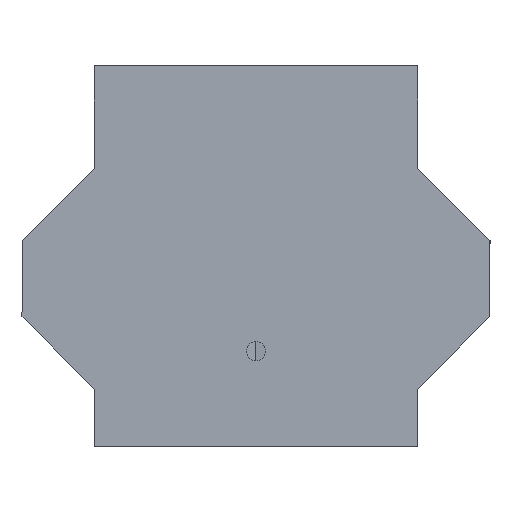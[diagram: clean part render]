
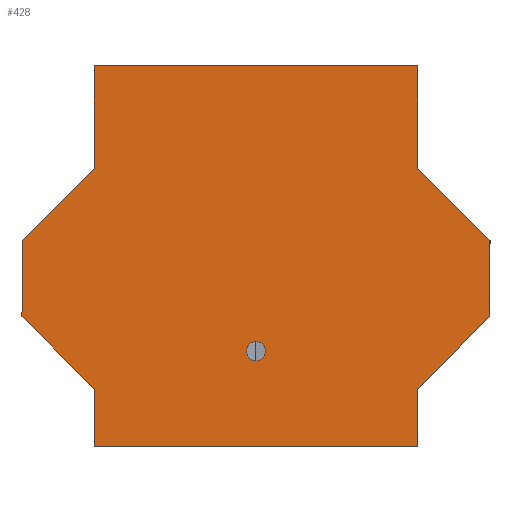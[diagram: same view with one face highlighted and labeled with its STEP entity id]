
A CAD part, left-side view. The second image highlights one B-rep face of the part: STEP entity #428.
In plain terms, the highlighted planar face has unit normal (-1, 0, 0).
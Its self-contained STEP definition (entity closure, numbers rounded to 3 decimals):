
#6 = CARTESIAN_POINT ( 'NONE',  ( 0., 10.4, 3.4 ) ) ;
#20 = ORIENTED_EDGE ( 'NONE', *, *, #1284, .T. ) ;
#25 = FACE_BOUND ( 'NONE', #546, .T. ) ;
#56 = CARTESIAN_POINT ( 'NONE',  ( 0., 0., 0. ) ) ;
#58 = CARTESIAN_POINT ( 'NONE',  ( 0., 8.5, 0. ) ) ;
#73 = LINE ( 'NONE', #597, #862 ) ;
#87 = VECTOR ( 'NONE', #906, 1000. ) ;
#95 = EDGE_CURVE ( 'NONE', #1113, #569, #885, .T. ) ;
#123 = CARTESIAN_POINT ( 'NONE',  ( 0., 8.5, 1.5 ) ) ;
#152 = VERTEX_POINT ( 'NONE', #56 ) ;
#197 = CARTESIAN_POINT ( 'NONE',  ( 0., 4.25, 2.75 ) ) ;
#215 = VECTOR ( 'NONE', #582, 1000. ) ;
#236 = ORIENTED_EDGE ( 'NONE', *, *, #1320, .F. ) ;
#249 = ORIENTED_EDGE ( 'NONE', *, *, #1437, .T. ) ;
#262 = LINE ( 'NONE', #523, #1211 ) ;
#279 = VECTOR ( 'NONE', #1410, 1000. ) ;
#297 = DIRECTION ( 'NONE',  ( 0., -0.707, -0.707 ) ) ;
#300 = DIRECTION ( 'NONE',  ( -1., 0., 0. ) ) ;
#311 = VERTEX_POINT ( 'NONE', #1094 ) ;
#314 = LINE ( 'NONE', #1095, #1401 ) ;
#342 = EDGE_CURVE ( 'NONE', #698, #1654, #1632, .T. ) ;
#370 = LINE ( 'NONE', #1250, #279 ) ;
#400 = DIRECTION ( 'NONE',  ( 0., 1., 0. ) ) ;
#402 = VERTEX_POINT ( 'NONE', #918 ) ;
#416 = EDGE_CURVE ( 'NONE', #1493, #692, #663, .T. ) ;
#426 = VERTEX_POINT ( 'NONE', #1537 ) ;
#428 = ADVANCED_FACE ( 'NONE', ( #25, #644 ), #1445, .F. ) ;
#434 = LINE ( 'NONE', #1449, #520 ) ;
#452 = EDGE_CURVE ( 'NONE', #647, #1540, #1313, .T. ) ;
#497 = ORIENTED_EDGE ( 'NONE', *, *, #452, .T. ) ;
#507 = ORIENTED_EDGE ( 'NONE', *, *, #825, .F. ) ;
#520 = VECTOR ( 'NONE', #297, 1000. ) ;
#523 = CARTESIAN_POINT ( 'NONE',  ( 0., 8.5, 10. ) ) ;
#528 = VERTEX_POINT ( 'NONE', #6 ) ;
#530 = CARTESIAN_POINT ( 'NONE',  ( 0., 0., 0. ) ) ;
#546 = EDGE_LOOP ( 'NONE', ( #507, #719 ) ) ;
#548 = DIRECTION ( 'NONE',  ( 0., -0.707, 0.707 ) ) ;
#569 = VERTEX_POINT ( 'NONE', #197 ) ;
#577 = CARTESIAN_POINT ( 'NONE',  ( 0., 10.4, 3.4 ) ) ;
#582 = DIRECTION ( 'NONE',  ( 0., 0., 1. ) ) ;
#597 = CARTESIAN_POINT ( 'NONE',  ( 0., 8.5, 7.3 ) ) ;
#604 = CARTESIAN_POINT ( 'NONE',  ( 0., 4.25, 2.5 ) ) ;
#608 = DIRECTION ( 'NONE',  ( 0., 0.707, -0.707 ) ) ;
#621 = ORIENTED_EDGE ( 'NONE', *, *, #919, .T. ) ;
#627 = CARTESIAN_POINT ( 'NONE',  ( 0., 8.5, 0. ) ) ;
#630 = CARTESIAN_POINT ( 'NONE',  ( 0., 8.5, 10. ) ) ;
#644 = FACE_OUTER_BOUND ( 'NONE', #779, .T. ) ;
#645 = CARTESIAN_POINT ( 'NONE',  ( 0., 0., 1.5 ) ) ;
#647 = VERTEX_POINT ( 'NONE', #645 ) ;
#656 = ORIENTED_EDGE ( 'NONE', *, *, #1497, .T. ) ;
#663 = LINE ( 'NONE', #1444, #1575 ) ;
#665 = VERTEX_POINT ( 'NONE', #123 ) ;
#679 = CARTESIAN_POINT ( 'NONE',  ( 0., 0., 1.5 ) ) ;
#686 = LINE ( 'NONE', #58, #971 ) ;
#692 = VERTEX_POINT ( 'NONE', #738 ) ;
#698 = VERTEX_POINT ( 'NONE', #1249 ) ;
#706 = ORIENTED_EDGE ( 'NONE', *, *, #342, .F. ) ;
#719 = ORIENTED_EDGE ( 'NONE', *, *, #95, .F. ) ;
#731 = AXIS2_PLACEMENT_3D ( 'NONE', #604, #737, #1513 ) ;
#737 = DIRECTION ( 'NONE',  ( -1., 0., 0. ) ) ;
#738 = CARTESIAN_POINT ( 'NONE',  ( 0., 0., 10. ) ) ;
#741 = LINE ( 'NONE', #577, #1601 ) ;
#753 = AXIS2_PLACEMENT_3D ( 'NONE', #1588, #300, #1221 ) ;
#779 = EDGE_LOOP ( 'NONE', ( #706, #656, #1516, #249, #814, #236, #20, #497, #1351, #621, #945, #1542 ) ) ;
#789 = CARTESIAN_POINT ( 'NONE',  ( 0., 4.25, 2.25 ) ) ;
#814 = ORIENTED_EDGE ( 'NONE', *, *, #816, .F. ) ;
#816 = EDGE_CURVE ( 'NONE', #311, #665, #314, .T. ) ;
#825 = EDGE_CURVE ( 'NONE', #569, #1113, #942, .T. ) ;
#840 = VECTOR ( 'NONE', #1213, 1000. ) ;
#862 = VECTOR ( 'NONE', #608, 1000. ) ;
#885 = CIRCLE ( 'NONE', #753, 0.25 ) ;
#901 = DIRECTION ( 'NONE',  ( 0., 0., 1. ) ) ;
#906 = DIRECTION ( 'NONE',  ( 0., 0., 1. ) ) ;
#918 = CARTESIAN_POINT ( 'NONE',  ( 0., -1.9, 5.4 ) ) ;
#919 = EDGE_CURVE ( 'NONE', #402, #1493, #370, .T. ) ;
#942 = CIRCLE ( 'NONE', #731, 0.25 ) ;
#945 = ORIENTED_EDGE ( 'NONE', *, *, #416, .T. ) ;
#946 = CARTESIAN_POINT ( 'NONE',  ( 0., -1.9, 3.4 ) ) ;
#970 = CARTESIAN_POINT ( 'NONE',  ( 0., 0., 7.3 ) ) ;
#971 = VECTOR ( 'NONE', #1072, 1000. ) ;
#1037 = CARTESIAN_POINT ( 'NONE',  ( 0., 8.5, 0. ) ) ;
#1070 = DIRECTION ( 'NONE',  ( 0., 0., 1. ) ) ;
#1072 = DIRECTION ( 'NONE',  ( 0., 1., 0. ) ) ;
#1094 = CARTESIAN_POINT ( 'NONE',  ( 0., 8.5, 0. ) ) ;
#1095 = CARTESIAN_POINT ( 'NONE',  ( 0., 8.5, 0. ) ) ;
#1113 = VERTEX_POINT ( 'NONE', #789 ) ;
#1174 = VECTOR ( 'NONE', #548, 1000. ) ;
#1211 = VECTOR ( 'NONE', #400, 1000. ) ;
#1213 = DIRECTION ( 'NONE',  ( 0., 0., 1. ) ) ;
#1221 = DIRECTION ( 'NONE',  ( 0., 0., 1. ) ) ;
#1249 = CARTESIAN_POINT ( 'NONE',  ( 0., 8.5, 7.3 ) ) ;
#1250 = CARTESIAN_POINT ( 'NONE',  ( 0., 0., 7.3 ) ) ;
#1284 = EDGE_CURVE ( 'NONE', #152, #647, #1290, .T. ) ;
#1290 = LINE ( 'NONE', #530, #87 ) ;
#1296 = DIRECTION ( 'NONE',  ( 1., 0., 0. ) ) ;
#1313 = LINE ( 'NONE', #679, #1174 ) ;
#1320 = EDGE_CURVE ( 'NONE', #152, #311, #686, .T. ) ;
#1334 = EDGE_CURVE ( 'NONE', #1540, #402, #1598, .T. ) ;
#1351 = ORIENTED_EDGE ( 'NONE', *, *, #1334, .T. ) ;
#1398 = AXIS2_PLACEMENT_3D ( 'NONE', #1037, #1296, #901 ) ;
#1401 = VECTOR ( 'NONE', #1070, 1000. ) ;
#1410 = DIRECTION ( 'NONE',  ( 0., 0.707, 0.707 ) ) ;
#1437 = EDGE_CURVE ( 'NONE', #528, #665, #434, .T. ) ;
#1444 = CARTESIAN_POINT ( 'NONE',  ( 0., 0., 0. ) ) ;
#1445 = PLANE ( 'NONE',  #1398 ) ;
#1449 = CARTESIAN_POINT ( 'NONE',  ( 0., 8.5, 1.5 ) ) ;
#1488 = EDGE_CURVE ( 'NONE', #426, #528, #741, .T. ) ;
#1493 = VERTEX_POINT ( 'NONE', #970 ) ;
#1497 = EDGE_CURVE ( 'NONE', #698, #426, #73, .T. ) ;
#1513 = DIRECTION ( 'NONE',  ( 0., 0., 1. ) ) ;
#1516 = ORIENTED_EDGE ( 'NONE', *, *, #1488, .T. ) ;
#1517 = CARTESIAN_POINT ( 'NONE',  ( 0., -1.9, 3.4 ) ) ;
#1537 = CARTESIAN_POINT ( 'NONE',  ( 0., 10.4, 5.4 ) ) ;
#1540 = VERTEX_POINT ( 'NONE', #1517 ) ;
#1542 = ORIENTED_EDGE ( 'NONE', *, *, #1589, .T. ) ;
#1575 = VECTOR ( 'NONE', #1641, 1000. ) ;
#1588 = CARTESIAN_POINT ( 'NONE',  ( 0., 4.25, 2.5 ) ) ;
#1589 = EDGE_CURVE ( 'NONE', #692, #1654, #262, .T. ) ;
#1598 = LINE ( 'NONE', #946, #840 ) ;
#1601 = VECTOR ( 'NONE', #1642, 1000. ) ;
#1632 = LINE ( 'NONE', #627, #215 ) ;
#1641 = DIRECTION ( 'NONE',  ( 0., 0., 1. ) ) ;
#1642 = DIRECTION ( 'NONE',  ( 0., 0., -1. ) ) ;
#1654 = VERTEX_POINT ( 'NONE', #630 ) ;
